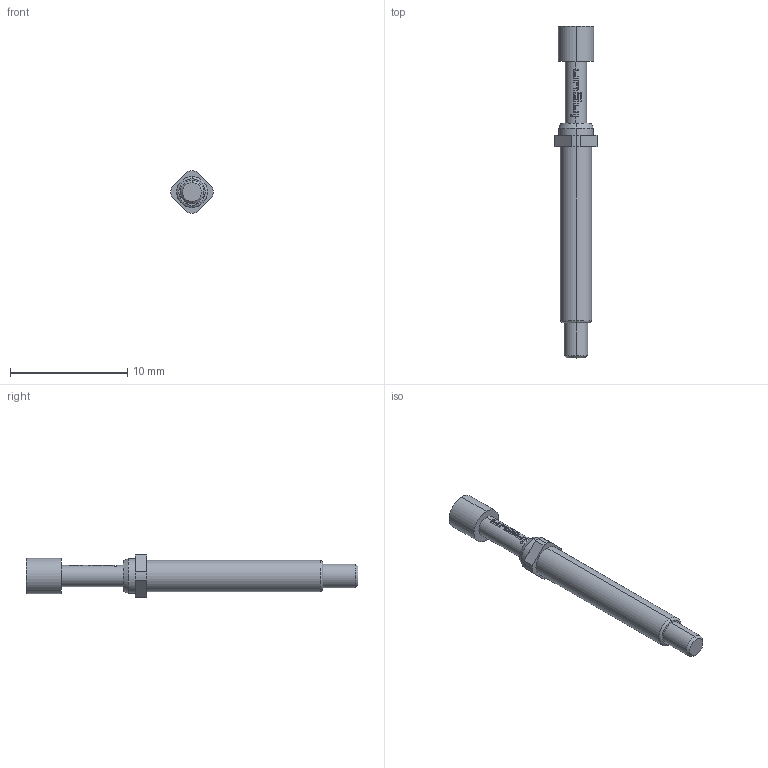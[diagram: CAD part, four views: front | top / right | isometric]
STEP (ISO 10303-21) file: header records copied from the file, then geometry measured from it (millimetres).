
FILE_DESCRIPTION (( 'STEP AP203' ), '1' );
FILE_NAME ('INGUN_GKS-113_302_300_A_xx02_M.STEP', '2020-07-22T08:16:45', ( '' ), ( '' ), 'SwSTEP 2.0', 'SolidWorks 2018', '' );
FILE_SCHEMA (( 'CONFIG_CONTROL_DESIGN' ));
Length unit declared in the file: millimetre
Products named in the file (1): INGUN_GKS-113_302_300_A_xx02_M
Bounding box: 3.59 x 28.3 x 3.6 mm (x, y, z)
Volume: 141.8 mm3; surface area: 245.5 mm2
Topology: 1 solids, 1 shells, 113 faces, 309 edges, 204 vertices
Faces by surface type: bspline 43, cylinder 34, plane 30, cone 4, torus 2
Entity records: 4678 total; most frequent: CARTESIAN_POINT 2268, ORIENTED_EDGE 618, EDGE_CURVE 309, DIRECTION 267, B_SPLINE_CURVE_WITH_KNOTS 222, VERTEX_POINT 204, EDGE_LOOP 119, FACE_OUTER_BOUND 113
